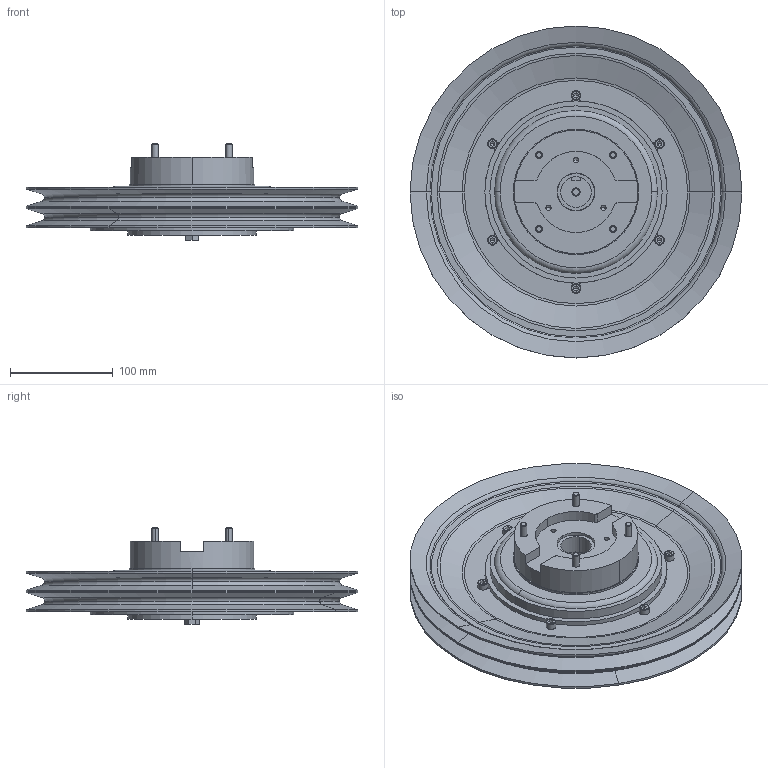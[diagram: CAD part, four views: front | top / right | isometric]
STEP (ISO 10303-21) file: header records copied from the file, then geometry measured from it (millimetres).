
FILE_DESCRIPTION (( 'STEP AP203' ), '1' );
FILE_NAME ('34563.STEP', '2017-06-07T12:28:39', ( '' ), ( '' ), 'SwSTEP 2.0', 'SolidWorks 2017', '' );
FILE_SCHEMA (( 'CONFIG_CONTROL_DESIGN' ));
Length unit declared in the file: inch
Products named in the file (1): 34563
Bounding box: 323.85 x 323.85 x 94.31 mm (x, y, z)
Volume: 1880528.9 mm3; surface area: 481587.2 mm2
Topology: 19 solids, 19 shells, 585 faces, 1339 edges, 801 vertices
Faces by surface type: plane 231, cylinder 184, cone 106, torus 64
Entity records: 16432 total; most frequent: DIRECTION 3119, CARTESIAN_POINT 2768, ORIENTED_EDGE 2626, EDGE_CURVE 1313, AXIS2_PLACEMENT_3D 1232, VERTEX_POINT 801, EDGE_LOOP 658, VECTOR 655
